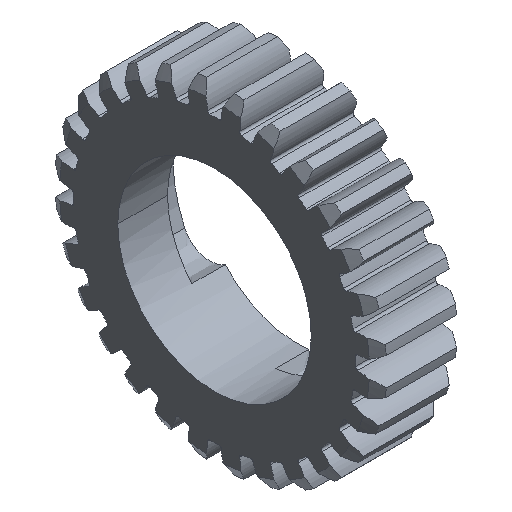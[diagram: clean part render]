
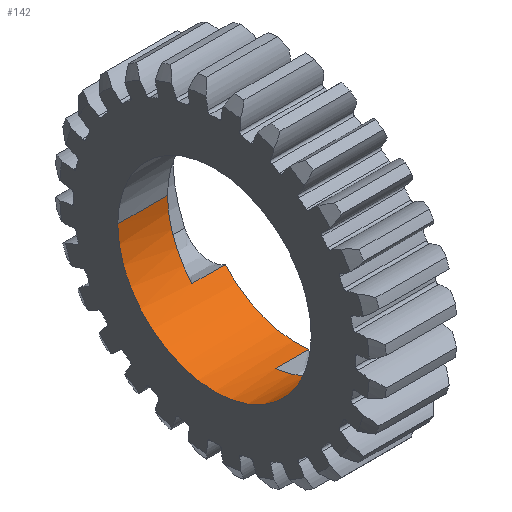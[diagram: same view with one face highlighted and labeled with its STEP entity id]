
A CAD part, isometric view. The second image highlights one B-rep face of the part: STEP entity #142.
In plain terms, the highlighted cylindrical face has radius 11.106 mm (diameter 22.212 mm), a partial arc.
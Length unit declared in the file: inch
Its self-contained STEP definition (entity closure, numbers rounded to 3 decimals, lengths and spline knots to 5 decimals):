
#50=CARTESIAN_POINT('',(0.0,0.0,0.0));
#51=DIRECTION('',(1.0,0.0,0.0));
#52=DIRECTION('',(0.0,1.0,0.0));
#53=AXIS2_PLACEMENT_3D('',#50,#51,#52);
#54=CYLINDRICAL_SURFACE('',#53,0.43725);
#55=CARTESIAN_POINT('',(-0.1875,0.43725,0.0));
#56=VERTEX_POINT('',#55);
#57=CARTESIAN_POINT('',(0.0375,0.43725,0.));
#58=VERTEX_POINT('',#57);
#59=CARTESIAN_POINT('',(-0.1875,0.43725,0.0));
#60=DIRECTION('',(1.0,0.0,0.0));
#61=VECTOR('',#60,0.225);
#62=LINE('',#59,#61);
#63=EDGE_CURVE('',#56,#58,#62,.T.);
#64=ORIENTED_EDGE('',*,*,#63,.F.);
#65=CARTESIAN_POINT('',(-0.1875,-0.43725,0.));
#66=VERTEX_POINT('',#65);
#67=CARTESIAN_POINT('',(-0.1875,0.0,0.0));
#68=DIRECTION('',(1.0,0.0,0.0));
#69=DIRECTION('',(0.0,1.0,0.0));
#70=AXIS2_PLACEMENT_3D('',#67,#68,#69);
#71=CIRCLE('',#70,0.43725);
#72=EDGE_CURVE('',#66,#56,#71,.T.);
#73=ORIENTED_EDGE('',*,*,#72,.F.);
#74=CARTESIAN_POINT('',(0.1875,-0.43725,0.));
#75=VERTEX_POINT('',#74);
#76=CARTESIAN_POINT('',(0.1875,-0.43725,0.));
#77=DIRECTION('',(-1.0,0.0,0.0));
#78=VECTOR('',#77,0.375);
#79=LINE('',#76,#78);
#80=EDGE_CURVE('',#75,#66,#79,.T.);
#81=ORIENTED_EDGE('',*,*,#80,.F.);
#82=CARTESIAN_POINT('',(0.1875,-0.41491,-0.13798));
#83=VERTEX_POINT('',#82);
#84=CARTESIAN_POINT('',(0.1875,0.0,0.0));
#85=DIRECTION('',(1.0,0.0,0.0));
#86=DIRECTION('',(0.0,1.0,0.0));
#87=AXIS2_PLACEMENT_3D('',#84,#85,#86);
#88=CIRCLE('',#87,0.43725);
#89=EDGE_CURVE('',#75,#83,#88,.T.);
#90=ORIENTED_EDGE('',*,*,#89,.T.);
#91=CARTESIAN_POINT('',(0.0375,-0.41491,-0.13798));
#92=VERTEX_POINT('',#91);
#93=CARTESIAN_POINT('',(0.1875,-0.41491,-0.13798));
#94=DIRECTION('',(-1.0,0.0,0.0));
#95=VECTOR('',#94,0.15);
#96=LINE('',#93,#95);
#97=EDGE_CURVE('',#83,#92,#96,.T.);
#98=ORIENTED_EDGE('',*,*,#97,.T.);
#99=CARTESIAN_POINT('',(0.0375,-0.05029,-0.43435));
#100=VERTEX_POINT('',#99);
#101=CARTESIAN_POINT('',(0.0375,0.0,0.0));
#102=DIRECTION('',(1.0,0.0,0.0));
#103=DIRECTION('',(0.0,1.0,0.0));
#104=AXIS2_PLACEMENT_3D('',#101,#102,#103);
#105=CIRCLE('',#104,0.43725);
#106=EDGE_CURVE('',#92,#100,#105,.T.);
#107=ORIENTED_EDGE('',*,*,#106,.T.);
#108=CARTESIAN_POINT('',(0.1875,-0.05029,-0.43435));
#109=VERTEX_POINT('',#108);
#110=CARTESIAN_POINT('',(0.0375,-0.05029,-0.43435));
#111=DIRECTION('',(1.0,0.0,0.0));
#112=VECTOR('',#111,0.15);
#113=LINE('',#110,#112);
#114=EDGE_CURVE('',#100,#109,#113,.T.);
#115=ORIENTED_EDGE('',*,*,#114,.T.);
#116=CARTESIAN_POINT('',(0.1875,0.32695,-0.29033));
#117=VERTEX_POINT('',#116);
#118=CARTESIAN_POINT('',(0.1875,0.0,0.0));
#119=DIRECTION('',(1.0,0.0,0.0));
#120=DIRECTION('',(0.0,1.0,0.0));
#121=AXIS2_PLACEMENT_3D('',#118,#119,#120);
#122=CIRCLE('',#121,0.43725);
#123=EDGE_CURVE('',#109,#117,#122,.T.);
#124=ORIENTED_EDGE('',*,*,#123,.T.);
#125=CARTESIAN_POINT('',(0.0375,0.32695,-0.29033));
#126=VERTEX_POINT('',#125);
#127=CARTESIAN_POINT('',(0.1875,0.32695,-0.29033));
#128=DIRECTION('',(-1.0,0.0,0.0));
#129=VECTOR('',#128,0.15);
#130=LINE('',#127,#129);
#131=EDGE_CURVE('',#117,#126,#130,.T.);
#132=ORIENTED_EDGE('',*,*,#131,.T.);
#133=CARTESIAN_POINT('',(0.0375,0.0,0.0));
#134=DIRECTION('',(1.0,0.0,0.0));
#135=DIRECTION('',(0.0,1.0,0.0));
#136=AXIS2_PLACEMENT_3D('',#133,#134,#135);
#137=CIRCLE('',#136,0.43725);
#138=EDGE_CURVE('',#126,#58,#137,.T.);
#139=ORIENTED_EDGE('',*,*,#138,.T.);
#140=EDGE_LOOP('',(#64,#73,#81,#90,#98,#107,#115,#124,#132,#139));
#141=FACE_OUTER_BOUND('',#140,.T.);
#142=ADVANCED_FACE('',(#141),#54,.F.);
